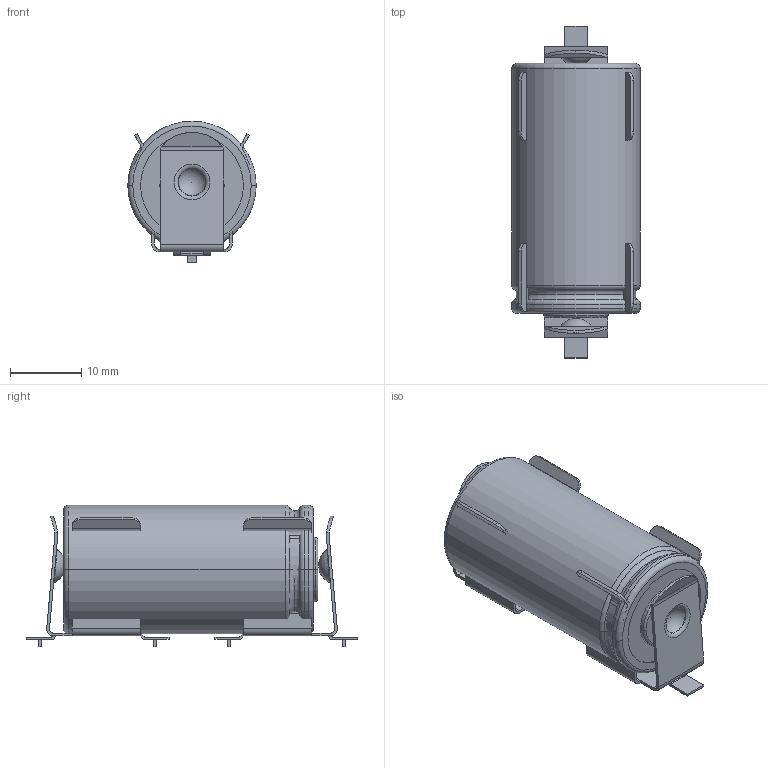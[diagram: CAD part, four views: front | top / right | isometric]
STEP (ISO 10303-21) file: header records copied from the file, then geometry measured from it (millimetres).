
FILE_DESCRIPTION(('FreeCAD Model'),'2;1');
FILE_NAME('Open CASCADE Shape Model','2023-09-08T00:14:29',('Author'),( ''),'Open CASCADE STEP processor 7.6','FreeCAD','Unknown');
FILE_SCHEMA(('AUTOMOTIVE_DESIGN { 1 0 10303 214 1 1 1 1 }'));
Length unit declared in the file: millimetre
Products named in the file (4): Kestone_254_18650; 254; 254001; 9CAC75D0-45A8-4F30-BD3B-5563A21A36D3
Assembly tree (3 placements, depth 2):
  Kestone_254_18650
    254
    254001
    9CAC75D0-45A8-4F30-BD3B-5563A21A36D3
Bounding box: 18 x 46.51 x 19.84 mm (x, y, z)
Volume: 9326.6 mm3; surface area: 5202.7 mm2
Topology: 3 solids, 3 shells, 351 faces, 970 edges, 640 vertices
Faces by surface type: plane 172, bspline 81, cylinder 74, torus 18, sphere 4, revolution 2
Entity records: 30014 total; most frequent: CARTESIAN_POINT 10400, DIRECTION 3050, LINE 2008, VECTOR 2008, ORIENTED_EDGE 1932, PCURVE 1932, DEFINITIONAL_REPRESENTATION 1932, EDGE_CURVE 966
